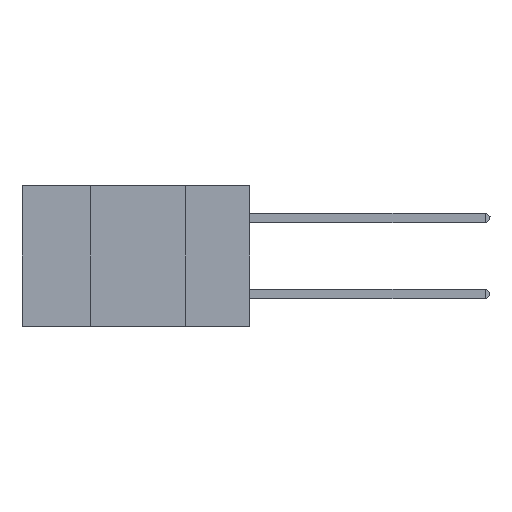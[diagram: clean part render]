
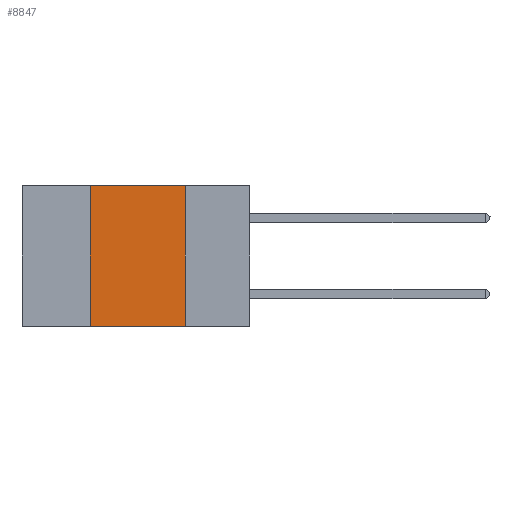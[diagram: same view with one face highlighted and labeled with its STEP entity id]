
A CAD part, left-side view. The second image highlights one B-rep face of the part: STEP entity #8847.
In plain terms, the highlighted planar face has unit normal (-1, 0, 0).
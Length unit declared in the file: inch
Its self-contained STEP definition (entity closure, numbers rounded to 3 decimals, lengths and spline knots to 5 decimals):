
#156 = VECTOR ( 'NONE', #16257, 39.37008 ) ;
#1079 = DIRECTION ( 'NONE',  ( 0., 0., -1. ) ) ;
#2508 = CARTESIAN_POINT ( 'NONE',  ( 0., 0.42, -0.37 ) ) ;
#2932 = EDGE_LOOP ( 'NONE', ( #22071, #23170, #4218, #9209 ) ) ;
#3043 = EDGE_CURVE ( 'NONE', #9583, #23259, #4342, .T. ) ;
#3204 = AXIS2_PLACEMENT_3D ( 'NONE', #7852, #9709, #22456 ) ;
#3720 = EDGE_CURVE ( 'NONE', #9645, #9583, #18765, .T. ) ;
#4218 = ORIENTED_EDGE ( 'NONE', *, *, #3720, .F. ) ;
#4342 = LINE ( 'NONE', #8153, #18519 ) ;
#6074 = CARTESIAN_POINT ( 'NONE',  ( 0., 0.42, 0. ) ) ;
#6885 = VERTEX_POINT ( 'NONE', #16830 ) ;
#7852 = CARTESIAN_POINT ( 'NONE',  ( 0., 0.6, 0. ) ) ;
#8153 = CARTESIAN_POINT ( 'NONE',  ( 0., 0.6, 0. ) ) ;
#8847 = ADVANCED_FACE ( 'NONE', ( #16442 ), #18830, .F. ) ;
#9209 = ORIENTED_EDGE ( 'NONE', *, *, #22668, .T. ) ;
#9583 = VERTEX_POINT ( 'NONE', #6074 ) ;
#9645 = VERTEX_POINT ( 'NONE', #2508 ) ;
#9709 = DIRECTION ( 'NONE',  ( 1., 0., 0. ) ) ;
#10026 = DIRECTION ( 'NONE',  ( 0., -1., 0. ) ) ;
#10537 = CARTESIAN_POINT ( 'NONE',  ( 0., 0.17, 0. ) ) ;
#10649 = CARTESIAN_POINT ( 'NONE',  ( 0., 0.6, -0.37 ) ) ;
#11261 = EDGE_CURVE ( 'NONE', #23259, #6885, #18649, .T. ) ;
#11393 = VECTOR ( 'NONE', #16131, 39.37008 ) ;
#12284 = CARTESIAN_POINT ( 'NONE',  ( 0., 0.17, 0. ) ) ;
#14432 = CARTESIAN_POINT ( 'NONE',  ( 0., 0.42, 0. ) ) ;
#16131 = DIRECTION ( 'NONE',  ( 0., -1., 0. ) ) ;
#16257 = DIRECTION ( 'NONE',  ( 0., 0., 1. ) ) ;
#16442 = FACE_OUTER_BOUND ( 'NONE', #2932, .T. ) ;
#16830 = CARTESIAN_POINT ( 'NONE',  ( 0., 0.17, -0.37 ) ) ;
#18519 = VECTOR ( 'NONE', #10026, 39.37008 ) ;
#18649 = LINE ( 'NONE', #12284, #19219 ) ;
#18765 = LINE ( 'NONE', #14432, #156 ) ;
#18830 = PLANE ( 'NONE',  #3204 ) ;
#19219 = VECTOR ( 'NONE', #1079, 39.37008 ) ;
#21646 = LINE ( 'NONE', #10649, #11393 ) ;
#22071 = ORIENTED_EDGE ( 'NONE', *, *, #11261, .F. ) ;
#22456 = DIRECTION ( 'NONE',  ( 0., 0., -1. ) ) ;
#22668 = EDGE_CURVE ( 'NONE', #9645, #6885, #21646, .T. ) ;
#23170 = ORIENTED_EDGE ( 'NONE', *, *, #3043, .F. ) ;
#23259 = VERTEX_POINT ( 'NONE', #10537 ) ;
